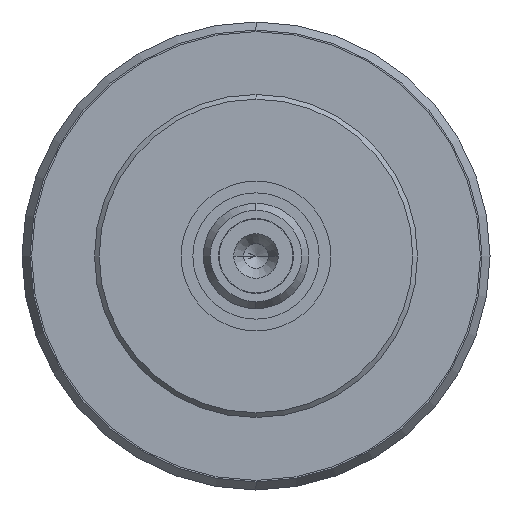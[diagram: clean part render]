
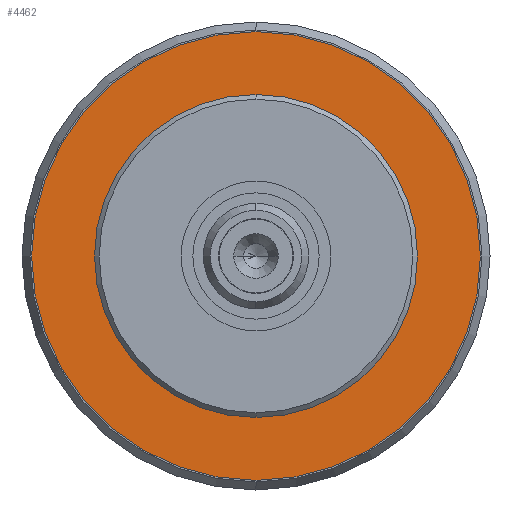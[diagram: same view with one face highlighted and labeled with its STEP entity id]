
A CAD part, left-side view. The second image highlights one B-rep face of the part: STEP entity #4462.
In plain terms, the highlighted planar face has unit normal (-1, 0, 0).
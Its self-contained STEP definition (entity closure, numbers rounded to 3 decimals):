
#26 = EDGE_LOOP ( 'NONE', ( #2041, #2170 ) ) ;
#127 = EDGE_CURVE ( 'NONE', #2413, #781, #2996, .T. ) ;
#221 = PLANE ( 'NONE',  #3063 ) ;
#336 = CIRCLE ( 'NONE', #3448, 6.9 ) ;
#674 = CARTESIAN_POINT ( 'NONE',  ( 2.405, 0., 0. ) ) ;
#729 = DIRECTION ( 'NONE',  ( 0., 0., -1. ) ) ;
#781 = VERTEX_POINT ( 'NONE', #4412 ) ;
#785 = EDGE_LOOP ( 'NONE', ( #2777, #4654 ) ) ;
#882 = EDGE_CURVE ( 'NONE', #781, #2413, #4761, .T. ) ;
#1308 = AXIS2_PLACEMENT_3D ( 'NONE', #4188, #3074, #1895 ) ;
#1749 = CIRCLE ( 'NONE', #3391, 6.9 ) ;
#1847 = CARTESIAN_POINT ( 'NONE',  ( 2.405, 0., 6.9 ) ) ;
#1865 = DIRECTION ( 'NONE',  ( 0., 0., -1. ) ) ;
#1895 = DIRECTION ( 'NONE',  ( 0., 0., -1. ) ) ;
#2041 = ORIENTED_EDGE ( 'NONE', *, *, #882, .F. ) ;
#2170 = ORIENTED_EDGE ( 'NONE', *, *, #127, .F. ) ;
#2184 = EDGE_CURVE ( 'NONE', #2862, #4706, #336, .T. ) ;
#2202 = DIRECTION ( 'NONE',  ( 1., 0., 0. ) ) ;
#2217 = CARTESIAN_POINT ( 'NONE',  ( 2.405, 0., 0. ) ) ;
#2240 = CARTESIAN_POINT ( 'NONE',  ( 2.405, 0., -6.9 ) ) ;
#2244 = CARTESIAN_POINT ( 'NONE',  ( 2.405, 0., 0. ) ) ;
#2413 = VERTEX_POINT ( 'NONE', #4460 ) ;
#2502 = CARTESIAN_POINT ( 'NONE',  ( 2.405, 0., 0. ) ) ;
#2769 = AXIS2_PLACEMENT_3D ( 'NONE', #2244, #4897, #1865 ) ;
#2777 = ORIENTED_EDGE ( 'NONE', *, *, #2184, .T. ) ;
#2862 = VERTEX_POINT ( 'NONE', #1847 ) ;
#2948 = FACE_BOUND ( 'NONE', #785, .T. ) ;
#2949 = DIRECTION ( 'NONE',  ( 1., 0., 0. ) ) ;
#2957 = EDGE_CURVE ( 'NONE', #4706, #2862, #1749, .T. ) ;
#2958 = DIRECTION ( 'NONE',  ( 0., 0., -1. ) ) ;
#2996 = CIRCLE ( 'NONE', #1308, 9.589 ) ;
#3063 = AXIS2_PLACEMENT_3D ( 'NONE', #2217, #2202, #2958 ) ;
#3074 = DIRECTION ( 'NONE',  ( 1., 0., 0. ) ) ;
#3391 = AXIS2_PLACEMENT_3D ( 'NONE', #674, #4176, #729 ) ;
#3448 = AXIS2_PLACEMENT_3D ( 'NONE', #2502, #2949, #4381 ) ;
#3982 = FACE_OUTER_BOUND ( 'NONE', #26, .T. ) ;
#4176 = DIRECTION ( 'NONE',  ( 1., 0., 0. ) ) ;
#4188 = CARTESIAN_POINT ( 'NONE',  ( 2.405, 0., 0. ) ) ;
#4381 = DIRECTION ( 'NONE',  ( 0., 0., -1. ) ) ;
#4412 = CARTESIAN_POINT ( 'NONE',  ( 2.405, 0., 9.589 ) ) ;
#4460 = CARTESIAN_POINT ( 'NONE',  ( 2.405, 0., -9.589 ) ) ;
#4462 = ADVANCED_FACE ( 'NONE', ( #3982, #2948 ), #221, .F. ) ;
#4654 = ORIENTED_EDGE ( 'NONE', *, *, #2957, .T. ) ;
#4706 = VERTEX_POINT ( 'NONE', #2240 ) ;
#4761 = CIRCLE ( 'NONE', #2769, 9.589 ) ;
#4897 = DIRECTION ( 'NONE',  ( 1., 0., 0. ) ) ;
